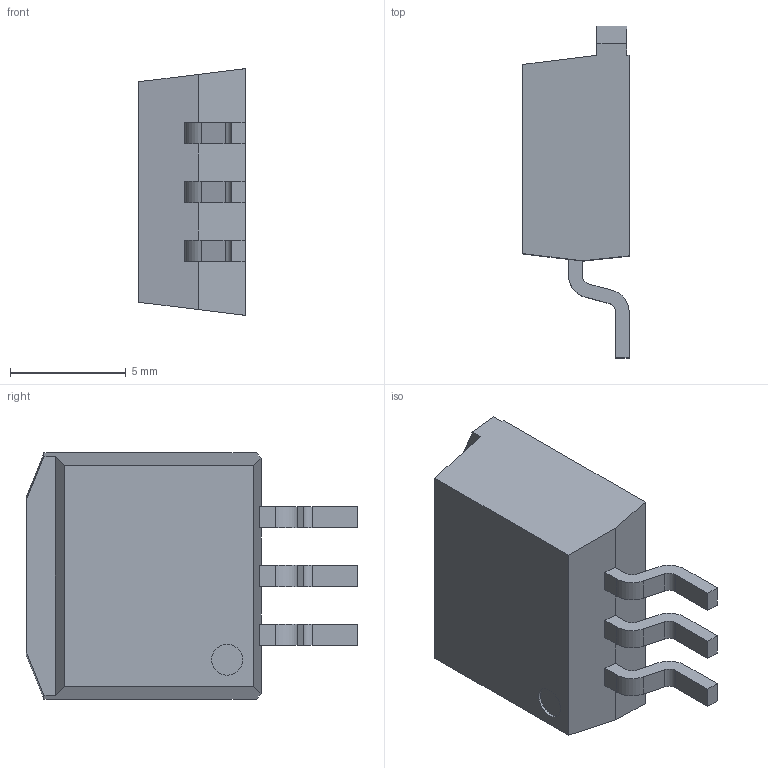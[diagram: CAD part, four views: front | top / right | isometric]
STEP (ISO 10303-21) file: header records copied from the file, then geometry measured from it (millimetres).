
FILE_DESCRIPTION (( 'STEP AP214' ), '1' );
FILE_NAME ('TO-263-3.STEP', '2017-06-01T09:53:57', ( '' ), ( '' ), 'SwSTEP 2.0', 'SolidWorks 2017', '' );
FILE_SCHEMA (( 'AUTOMOTIVE_DESIGN' ));
Length unit declared in the file: millimetre
Products named in the file (1): TO-263-3
Bounding box: 4.6 x 14.35 x 10.67 mm (x, y, z)
Volume: 421.9 mm3; surface area: 419.9 mm2
Topology: 1 solids, 1 shells, 59 faces, 162 edges, 106 vertices
Faces by surface type: plane 45, cylinder 14
Entity records: 2539 total; most frequent: CARTESIAN_POINT 328, ORIENTED_EDGE 324, DIRECTION 310, EDGE_CURVE 162, LINE 134, VECTOR 134, VERTEX_POINT 106, AXIS2_PLACEMENT_3D 88
